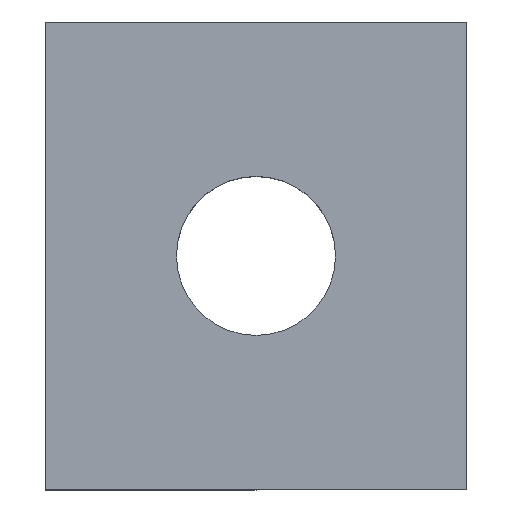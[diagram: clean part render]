
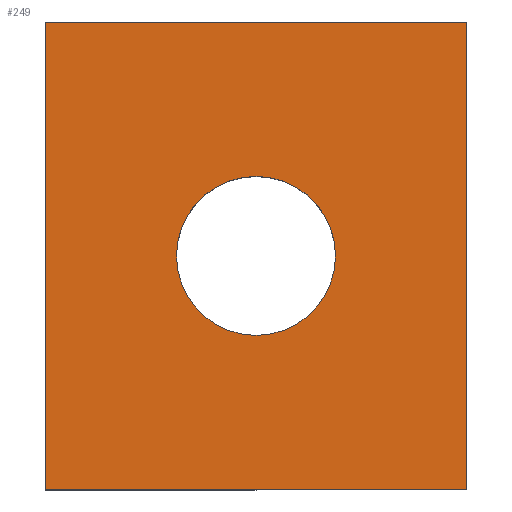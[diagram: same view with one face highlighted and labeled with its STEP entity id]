
A CAD part, top view. The second image highlights one B-rep face of the part: STEP entity #249.
In plain terms, the highlighted planar face has unit normal (0, 0, 1).
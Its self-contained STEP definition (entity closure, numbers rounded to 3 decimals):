
#3 = VERTEX_POINT ( 'NONE', #255 ) ;
#4 = CARTESIAN_POINT ( 'NONE',  ( 0., 20., 6. ) ) ;
#7 = VERTEX_POINT ( 'NONE', #4 ) ;
#9 = FACE_OUTER_BOUND ( 'NONE', #198, .T. ) ;
#10 = VERTEX_POINT ( 'NONE', #256 ) ;
#11 = EDGE_LOOP ( 'NONE', ( #240, #37 ) ) ;
#13 = VECTOR ( 'NONE', #218, 1000. ) ;
#17 = VERTEX_POINT ( 'NONE', #222 ) ;
#19 = DIRECTION ( 'NONE',  ( -1., 0., 0. ) ) ;
#20 = CARTESIAN_POINT ( 'NONE',  ( 9., 10., 6. ) ) ;
#23 = VECTOR ( 'NONE', #60, 1000. ) ;
#27 = ORIENTED_EDGE ( 'NONE', *, *, #114, .T. ) ;
#28 = DIRECTION ( 'NONE',  ( 1., 0., 0. ) ) ;
#31 = DIRECTION ( 'NONE',  ( 0., 0., -1. ) ) ;
#37 = ORIENTED_EDGE ( 'NONE', *, *, #182, .F. ) ;
#40 = CARTESIAN_POINT ( 'NONE',  ( 0., 20., 6. ) ) ;
#60 = DIRECTION ( 'NONE',  ( 0., -1., 0. ) ) ;
#65 = VERTEX_POINT ( 'NONE', #120 ) ;
#66 = CARTESIAN_POINT ( 'NONE',  ( 0., 0., 6. ) ) ;
#73 = AXIS2_PLACEMENT_3D ( 'NONE', #20, #215, #199 ) ;
#77 = LINE ( 'NONE', #40, #13 ) ;
#91 = CARTESIAN_POINT ( 'NONE',  ( 0., 20., 6. ) ) ;
#106 = PLANE ( 'NONE',  #203 ) ;
#109 = DIRECTION ( 'NONE',  ( 1., 0., 0. ) ) ;
#114 = EDGE_CURVE ( 'NONE', #183, #65, #257, .T. ) ;
#115 = DIRECTION ( 'NONE',  ( 0., 0., 1. ) ) ;
#117 = CARTESIAN_POINT ( 'NONE',  ( 9., 10., 6. ) ) ;
#120 = CARTESIAN_POINT ( 'NONE',  ( 18., 0., 6. ) ) ;
#126 = EDGE_CURVE ( 'NONE', #65, #17, #244, .T. ) ;
#140 = EDGE_CURVE ( 'NONE', #17, #7, #77, .T. ) ;
#143 = AXIS2_PLACEMENT_3D ( 'NONE', #117, #115, #109 ) ;
#149 = VECTOR ( 'NONE', #28, 1000. ) ;
#162 = ORIENTED_EDGE ( 'NONE', *, *, #140, .T. ) ;
#168 = EDGE_CURVE ( 'NONE', #7, #183, #229, .T. ) ;
#182 = EDGE_CURVE ( 'NONE', #10, #3, #235, .T. ) ;
#183 = VERTEX_POINT ( 'NONE', #66 ) ;
#185 = VECTOR ( 'NONE', #188, 1000. ) ;
#188 = DIRECTION ( 'NONE',  ( 0., 1., 0. ) ) ;
#193 = CARTESIAN_POINT ( 'NONE',  ( 0., 0., 6. ) ) ;
#198 = EDGE_LOOP ( 'NONE', ( #205, #27, #247, #162 ) ) ;
#199 = DIRECTION ( 'NONE',  ( 1., 0., 0. ) ) ;
#203 = AXIS2_PLACEMENT_3D ( 'NONE', #91, #31, #19 ) ;
#205 = ORIENTED_EDGE ( 'NONE', *, *, #168, .T. ) ;
#210 = EDGE_CURVE ( 'NONE', #3, #10, #276, .T. ) ;
#215 = DIRECTION ( 'NONE',  ( 0., 0., 1. ) ) ;
#217 = FACE_BOUND ( 'NONE', #11, .T. ) ;
#218 = DIRECTION ( 'NONE',  ( -1., 0., 0. ) ) ;
#222 = CARTESIAN_POINT ( 'NONE',  ( 18., 20., 6. ) ) ;
#229 = LINE ( 'NONE', #193, #23 ) ;
#235 = CIRCLE ( 'NONE', #73, 3.4 ) ;
#240 = ORIENTED_EDGE ( 'NONE', *, *, #210, .F. ) ;
#244 = LINE ( 'NONE', #253, #185 ) ;
#247 = ORIENTED_EDGE ( 'NONE', *, *, #126, .T. ) ;
#249 = ADVANCED_FACE ( 'NONE', ( #9, #217 ), #106, .F. ) ;
#253 = CARTESIAN_POINT ( 'NONE',  ( 18., 0., 6. ) ) ;
#255 = CARTESIAN_POINT ( 'NONE',  ( 5.6, 10., 6. ) ) ;
#256 = CARTESIAN_POINT ( 'NONE',  ( 12.4, 10., 6. ) ) ;
#257 = LINE ( 'NONE', #258, #149 ) ;
#258 = CARTESIAN_POINT ( 'NONE',  ( 0., 0., 6. ) ) ;
#276 = CIRCLE ( 'NONE', #143, 3.4 ) ;
